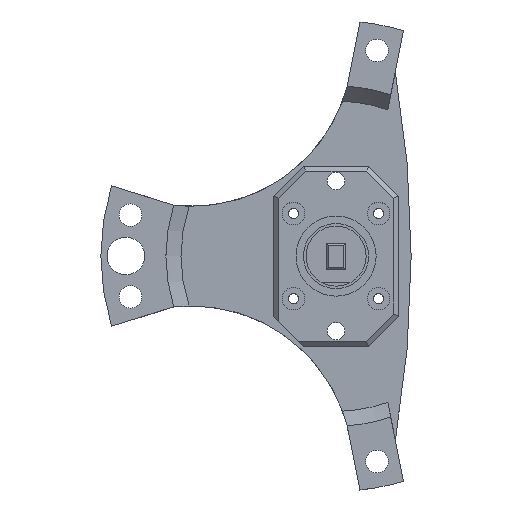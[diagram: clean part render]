
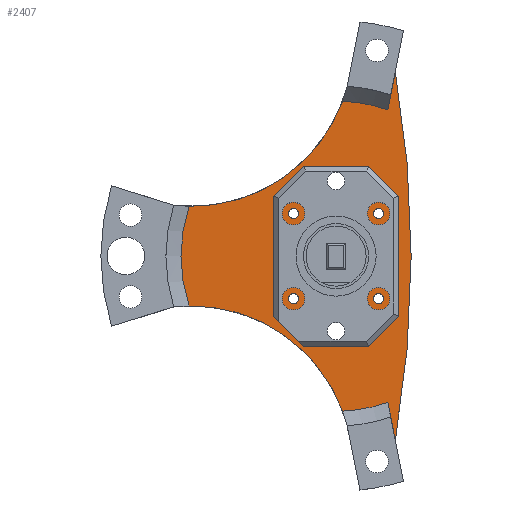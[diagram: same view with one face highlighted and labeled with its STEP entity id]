
A CAD part, top view. The second image highlights one B-rep face of the part: STEP entity #2407.
In plain terms, the highlighted planar face has unit normal (0, 0, 1).
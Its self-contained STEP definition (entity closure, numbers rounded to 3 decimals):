
#114=FACE_BOUND('',#511,.T.);
#115=FACE_BOUND('',#512,.T.);
#116=FACE_BOUND('',#513,.T.);
#117=FACE_BOUND('',#514,.T.);
#118=FACE_BOUND('',#515,.T.);
#119=FACE_BOUND('',#516,.T.);
#120=FACE_BOUND('',#517,.T.);
#207=PLANE('',#2667);
#336=FACE_OUTER_BOUND('',#510,.T.);
#510=EDGE_LOOP('',(#2160,#2161,#2162,#2163,#2164,#2165,#2166,#2167));
#511=EDGE_LOOP('',(#2168));
#512=EDGE_LOOP('',(#2169));
#513=EDGE_LOOP('',(#2170));
#514=EDGE_LOOP('',(#2171));
#515=EDGE_LOOP('',(#2172));
#516=EDGE_LOOP('',(#2173));
#517=EDGE_LOOP('',(#2174));
#674=LINE('',#3821,#887);
#685=LINE('',#3856,#898);
#887=VECTOR('',#3103,10.);
#898=VECTOR('',#3126,10.);
#1002=CIRCLE('',#2568,2.);
#1004=CIRCLE('',#2571,2.);
#1007=CIRCLE('',#2575,31.);
#1009=CIRCLE('',#2579,31.);
#1012=CIRCLE('',#2584,31.);
#1032=CIRCLE('',#2636,215.996);
#1033=CIRCLE('',#2639,32.163);
#1039=CIRCLE('',#2656,1.);
#1040=CIRCLE('',#2658,1.);
#1041=CIRCLE('',#2660,1.);
#1042=CIRCLE('',#2662,1.);
#1043=CIRCLE('',#2664,7.5);
#1044=CIRCLE('',#2666,32.163);
#1154=VERTEX_POINT('',#3698);
#1156=VERTEX_POINT('',#3704);
#1158=VERTEX_POINT('',#3710);
#1161=VERTEX_POINT('',#3720);
#1164=VERTEX_POINT('',#3732);
#1166=VERTEX_POINT('',#3740);
#1170=VERTEX_POINT('',#3754);
#1172=VERTEX_POINT('',#3762);
#1188=VERTEX_POINT('',#3819);
#1197=VERTEX_POINT('',#3851);
#1249=VERTEX_POINT('',#4056);
#1250=VERTEX_POINT('',#4060);
#1251=VERTEX_POINT('',#4064);
#1252=VERTEX_POINT('',#4068);
#1253=VERTEX_POINT('',#4072);
#1414=EDGE_CURVE('',#1154,#1154,#1002,.T.);
#1417=EDGE_CURVE('',#1156,#1156,#1004,.T.);
#1423=EDGE_CURVE('',#1161,#1158,#1007,.T.);
#1428=EDGE_CURVE('',#1164,#1166,#1009,.T.);
#1435=EDGE_CURVE('',#1170,#1172,#1012,.T.);
#1459=EDGE_CURVE('',#1161,#1188,#674,.T.);
#1474=EDGE_CURVE('',#1197,#1166,#685,.T.);
#1529=EDGE_CURVE('',#1197,#1188,#1032,.T.);
#1532=EDGE_CURVE('',#1164,#1172,#1033,.T.);
#1563=EDGE_CURVE('',#1249,#1249,#1039,.T.);
#1565=EDGE_CURVE('',#1250,#1250,#1040,.T.);
#1567=EDGE_CURVE('',#1251,#1251,#1041,.T.);
#1569=EDGE_CURVE('',#1252,#1252,#1042,.T.);
#1571=EDGE_CURVE('',#1253,#1253,#1043,.T.);
#1572=EDGE_CURVE('',#1170,#1158,#1044,.T.);
#2160=ORIENTED_EDGE('',*,*,#1459,.T.);
#2161=ORIENTED_EDGE('',*,*,#1529,.F.);
#2162=ORIENTED_EDGE('',*,*,#1474,.T.);
#2163=ORIENTED_EDGE('',*,*,#1428,.F.);
#2164=ORIENTED_EDGE('',*,*,#1532,.T.);
#2165=ORIENTED_EDGE('',*,*,#1435,.F.);
#2166=ORIENTED_EDGE('',*,*,#1572,.T.);
#2167=ORIENTED_EDGE('',*,*,#1423,.F.);
#2168=ORIENTED_EDGE('',*,*,#1414,.T.);
#2169=ORIENTED_EDGE('',*,*,#1569,.T.);
#2170=ORIENTED_EDGE('',*,*,#1567,.T.);
#2171=ORIENTED_EDGE('',*,*,#1565,.T.);
#2172=ORIENTED_EDGE('',*,*,#1563,.T.);
#2173=ORIENTED_EDGE('',*,*,#1417,.T.);
#2174=ORIENTED_EDGE('',*,*,#1571,.F.);
#2407=ADVANCED_FACE('',(#336,#114,#115,#116,#117,#118,#119,#120),#207,.F.);
#2568=AXIS2_PLACEMENT_3D('',#3699,#3024,#3025);
#2571=AXIS2_PLACEMENT_3D('',#3705,#3031,#3032);
#2575=AXIS2_PLACEMENT_3D('',#3724,#3040,#3041);
#2579=AXIS2_PLACEMENT_3D('',#3741,#3050,#3051);
#2584=AXIS2_PLACEMENT_3D('',#3763,#3062,#3063);
#2636=AXIS2_PLACEMENT_3D('',#3989,#3223,#3224);
#2639=AXIS2_PLACEMENT_3D('',#3994,#3231,#3232);
#2656=AXIS2_PLACEMENT_3D('',#4058,#3290,#3291);
#2658=AXIS2_PLACEMENT_3D('',#4062,#3295,#3296);
#2660=AXIS2_PLACEMENT_3D('',#4066,#3300,#3301);
#2662=AXIS2_PLACEMENT_3D('',#4070,#3305,#3306);
#2664=AXIS2_PLACEMENT_3D('',#4074,#3310,#3311);
#2666=AXIS2_PLACEMENT_3D('',#4076,#3314,#3315);
#2667=AXIS2_PLACEMENT_3D('',#4077,#3316,#3317);
#3024=DIRECTION('center_axis',(0.,0.,-1.));
#3025=DIRECTION('ref_axis',(1.,0.,0.));
#3031=DIRECTION('center_axis',(0.,0.,-1.));
#3032=DIRECTION('ref_axis',(1.,0.,0.));
#3040=DIRECTION('center_axis',(0.,0.,-1.));
#3041=DIRECTION('ref_axis',(1.,0.,0.));
#3050=DIRECTION('center_axis',(0.,0.,-1.));
#3051=DIRECTION('ref_axis',(1.,0.,0.));
#3062=DIRECTION('center_axis',(0.,0.,-1.));
#3063=DIRECTION('ref_axis',(-1.,0.,0.));
#3103=DIRECTION('',(0.195,-0.981,0.));
#3126=DIRECTION('',(-0.195,-0.981,0.));
#3223=DIRECTION('center_axis',(0.,0.,-1.));
#3224=DIRECTION('ref_axis',(0.985,0.17,0.));
#3231=DIRECTION('center_axis',(0.,0.,-1.));
#3232=DIRECTION('ref_axis',(0.967,-0.255,0.));
#3290=DIRECTION('center_axis',(0.,0.,-1.));
#3291=DIRECTION('ref_axis',(1.,0.,0.));
#3295=DIRECTION('center_axis',(0.,0.,-1.));
#3296=DIRECTION('ref_axis',(1.,0.,0.));
#3300=DIRECTION('center_axis',(0.,0.,-1.));
#3301=DIRECTION('ref_axis',(1.,0.,0.));
#3305=DIRECTION('center_axis',(0.,0.,-1.));
#3306=DIRECTION('ref_axis',(1.,0.,0.));
#3310=DIRECTION('center_axis',(0.,0.,1.));
#3311=DIRECTION('ref_axis',(1.,0.,0.));
#3314=DIRECTION('center_axis',(0.,0.,-1.));
#3315=DIRECTION('ref_axis',(-0.111,0.994,0.));
#3316=DIRECTION('center_axis',(0.,0.,-1.));
#3317=DIRECTION('ref_axis',(1.,0.,0.));
#3698=CARTESIAN_POINT('',(-2.,-15.,-81.023));
#3699=CARTESIAN_POINT('Origin',(0.,-15.,
-81.023));
#3704=CARTESIAN_POINT('',(-2.,15.,-81.023));
#3705=CARTESIAN_POINT('Origin',(0.,15.,-81.023));
#3710=CARTESIAN_POINT('',(1.285,-30.973,-81.023));
#3720=CARTESIAN_POINT('',(10.344,-29.223,-81.023));
#3724=CARTESIAN_POINT('Origin',(0.,0.,-81.023));
#3732=CARTESIAN_POINT('',(1.285,30.973,-81.023));
#3740=CARTESIAN_POINT('',(10.344,29.223,-81.023));
#3741=CARTESIAN_POINT('Origin',(0.,0.,-81.023));
#3754=CARTESIAN_POINT('',(-29.356,-9.96,-81.023));
#3762=CARTESIAN_POINT('',(-29.356,9.96,-81.023));
#3763=CARTESIAN_POINT('Origin',(0.,0.,-81.023));
#3819=CARTESIAN_POINT('',(11.846,-36.776,-81.023));
#3821=CARTESIAN_POINT('',(10.935,-32.194,-81.023));
#3851=CARTESIAN_POINT('',(11.846,36.776,-81.023));
#3856=CARTESIAN_POINT('',(13.487,45.023,-81.023));
#3989=CARTESIAN_POINT('Origin',(-200.996,0.,
-81.023));
#3994=CARTESIAN_POINT('Origin',(-28.885,42.12,-81.023));
#4056=CARTESIAN_POINT('',(7.5,-8.5,-81.023));
#4058=CARTESIAN_POINT('Origin',(8.5,-8.5,-81.023));
#4060=CARTESIAN_POINT('',(-9.5,-8.5,-81.023));
#4062=CARTESIAN_POINT('Origin',(-8.5,-8.5,-81.023));
#4064=CARTESIAN_POINT('',(7.5,8.5,-81.023));
#4066=CARTESIAN_POINT('Origin',(8.5,8.5,-81.023));
#4068=CARTESIAN_POINT('',(-9.5,8.5,-81.023));
#4070=CARTESIAN_POINT('Origin',(-8.5,8.5,-81.023));
#4072=CARTESIAN_POINT('',(-7.5,0.,-81.023));
#4074=CARTESIAN_POINT('Origin',(0.,0.,
-81.023));
#4076=CARTESIAN_POINT('Origin',(-28.885,-42.12,-81.023));
#4077=CARTESIAN_POINT('Origin',(-11.625,0.,
-81.023));
